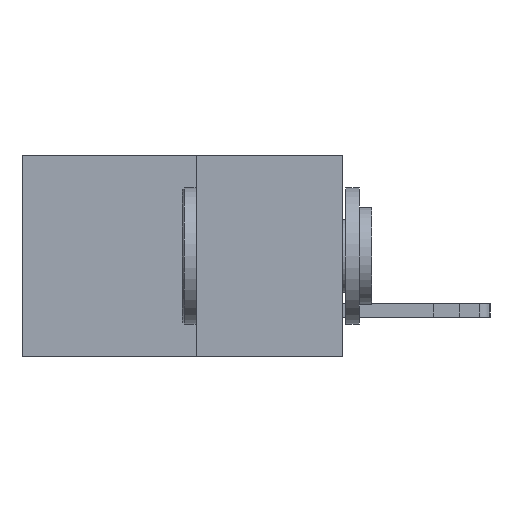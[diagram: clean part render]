
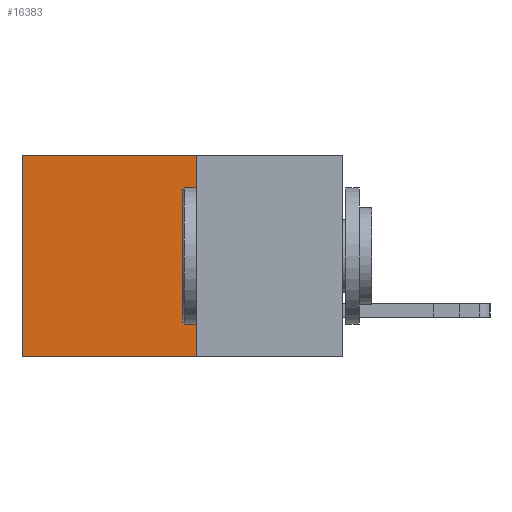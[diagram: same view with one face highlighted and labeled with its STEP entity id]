
A CAD part, left-side view. The second image highlights one B-rep face of the part: STEP entity #16383.
In plain terms, the highlighted planar face has unit normal (-1, 0, 0).
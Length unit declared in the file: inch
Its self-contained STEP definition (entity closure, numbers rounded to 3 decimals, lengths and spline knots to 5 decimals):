
#222 = CARTESIAN_POINT ( 'NONE',  ( 0.277, 0.59, -0.37 ) ) ;
#549 = LINE ( 'NONE', #12524, #7675 ) ;
#650 = FACE_OUTER_BOUND ( 'NONE', #18081, .T. ) ;
#1431 = VERTEX_POINT ( 'NONE', #21909 ) ;
#1601 = ORIENTED_EDGE ( 'NONE', *, *, #4105, .F. ) ;
#2135 = CARTESIAN_POINT ( 'NONE',  ( 0.277, 0.27, 0. ) ) ;
#2867 = VECTOR ( 'NONE', #13992, 39.37008 ) ;
#4105 = EDGE_CURVE ( 'NONE', #18733, #14113, #15995, .T. ) ;
#5578 = CARTESIAN_POINT ( 'NONE',  ( 0.277, 0.27, -0.37 ) ) ;
#5765 = ORIENTED_EDGE ( 'NONE', *, *, #9316, .T. ) ;
#6403 = CARTESIAN_POINT ( 'NONE',  ( 0.277, 0.27, 0. ) ) ;
#7204 = LINE ( 'NONE', #6403, #15196 ) ;
#7306 = DIRECTION ( 'NONE',  ( 0., 0., -1. ) ) ;
#7675 = VECTOR ( 'NONE', #14243, 39.37008 ) ;
#8216 = VERTEX_POINT ( 'NONE', #21995 ) ;
#9316 = EDGE_CURVE ( 'NONE', #18733, #1431, #7204, .T. ) ;
#9796 = ORIENTED_EDGE ( 'NONE', *, *, #10901, .F. ) ;
#10305 = AXIS2_PLACEMENT_3D ( 'NONE', #5578, #17483, #7306 ) ;
#10663 = DIRECTION ( 'NONE',  ( 0., 0., -1. ) ) ;
#10901 = EDGE_CURVE ( 'NONE', #14113, #8216, #549, .T. ) ;
#11472 = EDGE_CURVE ( 'NONE', #1431, #8216, #13341, .T. ) ;
#12524 = CARTESIAN_POINT ( 'NONE',  ( 0.277, 0.27, -0.37 ) ) ;
#13279 = DIRECTION ( 'NONE',  ( 0., 1., 0. ) ) ;
#13341 = LINE ( 'NONE', #222, #19419 ) ;
#13992 = DIRECTION ( 'NONE',  ( 0., 0., -1. ) ) ;
#14065 = CARTESIAN_POINT ( 'NONE',  ( 0.277, 0.27, -0.37 ) ) ;
#14113 = VERTEX_POINT ( 'NONE', #14630 ) ;
#14243 = DIRECTION ( 'NONE',  ( 0., 1., 0. ) ) ;
#14630 = CARTESIAN_POINT ( 'NONE',  ( 0.277, 0.27, -0.37 ) ) ;
#15196 = VECTOR ( 'NONE', #13279, 39.37008 ) ;
#15790 = PLANE ( 'NONE',  #10305 ) ;
#15995 = LINE ( 'NONE', #14065, #2867 ) ;
#16383 = ADVANCED_FACE ( 'NONE', ( #650 ), #15790, .F. ) ;
#17483 = DIRECTION ( 'NONE',  ( 1., 0., 0. ) ) ;
#18081 = EDGE_LOOP ( 'NONE', ( #18713, #9796, #1601, #5765 ) ) ;
#18713 = ORIENTED_EDGE ( 'NONE', *, *, #11472, .T. ) ;
#18733 = VERTEX_POINT ( 'NONE', #2135 ) ;
#19419 = VECTOR ( 'NONE', #10663, 39.37008 ) ;
#21909 = CARTESIAN_POINT ( 'NONE',  ( 0.277, 0.59, 0. ) ) ;
#21995 = CARTESIAN_POINT ( 'NONE',  ( 0.277, 0.59, -0.37 ) ) ;
